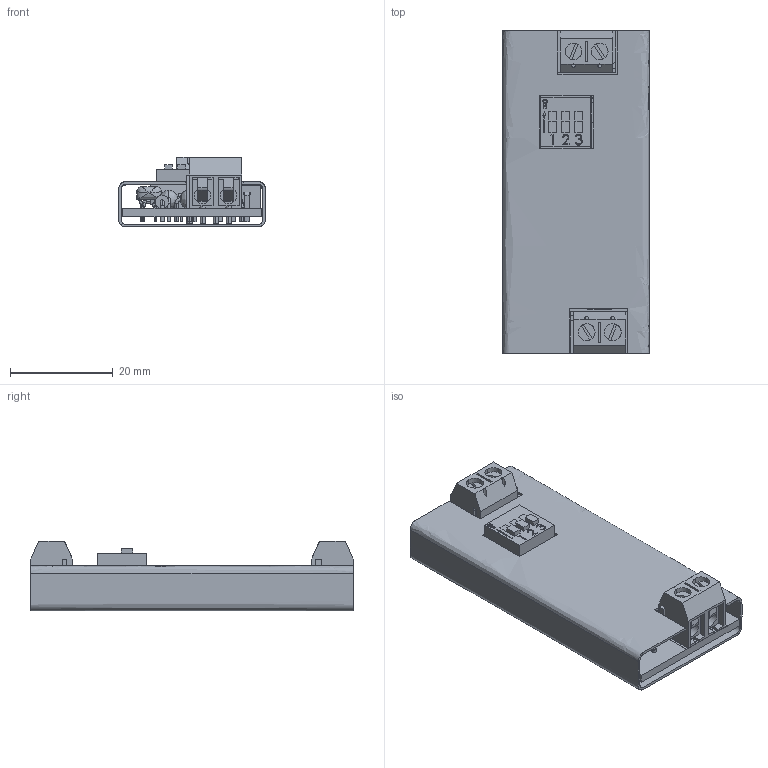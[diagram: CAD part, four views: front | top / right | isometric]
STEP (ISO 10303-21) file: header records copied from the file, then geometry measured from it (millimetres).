
FILE_DESCRIPTION (( 'STEP AP214' ), '1' );
FILE_NAME ('TPNC.STEP', '2021-07-30T09:39:59', ( '' ), ( '' ), 'SwSTEP 2.0', 'SolidWorks 2020', '' );
FILE_SCHEMA (( 'AUTOMOTIVE_DESIGN' ));
Length unit declared in the file: millimetre
Products named in the file (13): EP0085-RESISTANCE 100K; EP0088-ZENER 5.1V; THERMO^TPNC; EP0087-IRLZ34N_BROCHES COUDEES; EP0079-PCB; EP0083-CAPACITOR 100NF; EP0086-PIC12F508_MONTE SUR CIRCUIT; TPNC; EP0081-DIP SWITCH; EP0016-RESISTANCE 1K; EP0084-RESISTANCE 10K; EP0080-TERMINAL BLOCK; EP0089-DIODE 1N4007
Assembly tree (14 placements, depth 2):
  TPNC
    EP0079-PCB
    EP0088-ZENER 5.1V
    EP0083-CAPACITOR 100NF
    EP0087-IRLZ34N_BROCHES COUDEES
    EP0086-PIC12F508_MONTE SUR CIRCUIT
    EP0089-DIODE 1N4007  x2
    EP0081-DIP SWITCH
    EP0084-RESISTANCE 10K
    EP0085-RESISTANCE 100K
    EP0016-RESISTANCE 1K
    EP0080-TERMINAL BLOCK  x2
    THERMO^TPNC
Bounding box: 28.56 x 62.74 x 13.6 mm (x, y, z)
Volume: 7504.6 mm3; surface area: 16649.9 mm2
Topology: 87 solids, 87 shells, 2136 faces, 5599 edges, 3695 vertices
Faces by surface type: plane 1292, bspline 485, cylinder 319, torus 40
Entity records: 106389 total; most frequent: CARTESIAN_POINT 40963, ORIENTED_EDGE 10466, DIRECTION 8057, EDGE_CURVE 5233, VECTOR 3579, LINE 3579, VERTEX_POINT 3463, AXIS2_PLACEMENT_3D 2239
